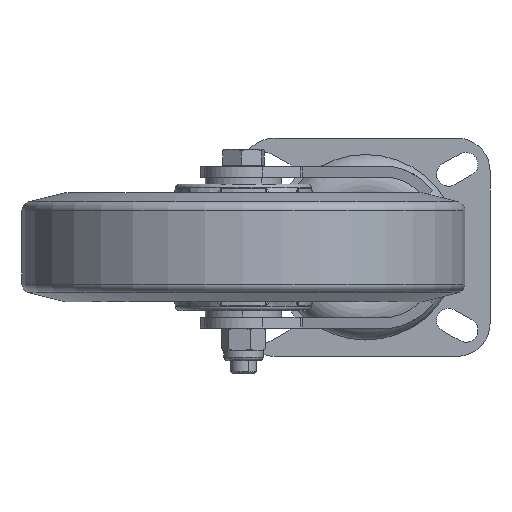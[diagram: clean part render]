
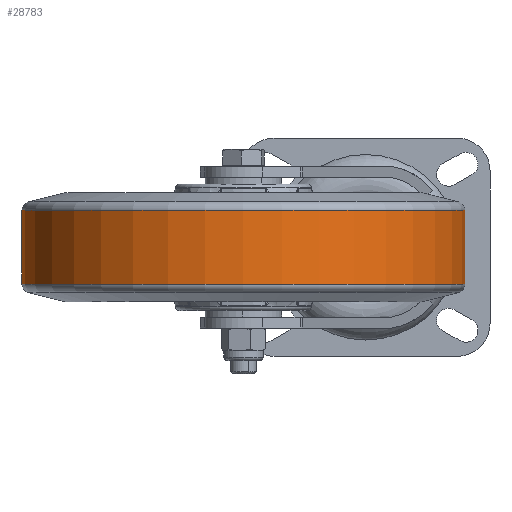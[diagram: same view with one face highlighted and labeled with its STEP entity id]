
A CAD part, front view. The second image highlights one B-rep face of the part: STEP entity #28783.
In plain terms, the highlighted cylindrical face has radius 101.5 mm (diameter 203 mm), a partial arc.
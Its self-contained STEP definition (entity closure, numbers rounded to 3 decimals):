
#541 = DIRECTION ( 'NONE',  ( 0., 0., -1. ) ) ;
#1073 = CARTESIAN_POINT ( 'NONE',  ( -157.5, -126., -69.105 ) ) ;
#2116 = DIRECTION ( 'NONE',  ( -1., 0., 0. ) ) ;
#3660 = DIRECTION ( 'NONE',  ( 0., 0., -1. ) ) ;
#6079 = ORIENTED_EDGE ( 'NONE', *, *, #12571, .T. ) ;
#7638 = CARTESIAN_POINT ( 'NONE',  ( 45.5, -126., -69.105 ) ) ;
#8511 = LINE ( 'NONE', #1073, #15868 ) ;
#8790 = EDGE_CURVE ( 'NONE', #25960, #12257, #8511, .T. ) ;
#9154 = CARTESIAN_POINT ( 'NONE',  ( 45.5, -126., 16.877 ) ) ;
#9440 = CARTESIAN_POINT ( 'NONE',  ( -56., -126., 16.877 ) ) ;
#9640 = DIRECTION ( 'NONE',  ( 1., 0., 0. ) ) ;
#10415 = VERTEX_POINT ( 'NONE', #9154 ) ;
#11188 = FACE_OUTER_BOUND ( 'NONE', #15504, .T. ) ;
#11509 = DIRECTION ( 'NONE',  ( 0., 0., -1. ) ) ;
#12257 = VERTEX_POINT ( 'NONE', #19853 ) ;
#12571 = EDGE_CURVE ( 'NONE', #10415, #25960, #25336, .T. ) ;
#12634 = CARTESIAN_POINT ( 'NONE',  ( 45.5, -126., -16.877 ) ) ;
#13850 = CIRCLE ( 'NONE', #19309, 101.5 ) ;
#13858 = CARTESIAN_POINT ( 'NONE',  ( -56., -126., -16.877 ) ) ;
#14302 = ORIENTED_EDGE ( 'NONE', *, *, #21284, .T. ) ;
#15504 = EDGE_LOOP ( 'NONE', ( #22358, #6079, #15533, #14302 ) ) ;
#15533 = ORIENTED_EDGE ( 'NONE', *, *, #8790, .T. ) ;
#15868 = VECTOR ( 'NONE', #3660, 1000. ) ;
#17195 = LINE ( 'NONE', #7638, #20540 ) ;
#19309 = AXIS2_PLACEMENT_3D ( 'NONE', #13858, #21558, #28649 ) ;
#19793 = EDGE_CURVE ( 'NONE', #10415, #23765, #17195, .T. ) ;
#19853 = CARTESIAN_POINT ( 'NONE',  ( -157.5, -126., -16.877 ) ) ;
#20377 = CYLINDRICAL_SURFACE ( 'NONE', #26392, 101.5 ) ;
#20540 = VECTOR ( 'NONE', #541, 1000. ) ;
#21284 = EDGE_CURVE ( 'NONE', #12257, #23765, #13850, .T. ) ;
#21558 = DIRECTION ( 'NONE',  ( 0., 0., 1. ) ) ;
#22358 = ORIENTED_EDGE ( 'NONE', *, *, #19793, .F. ) ;
#23765 = VERTEX_POINT ( 'NONE', #12634 ) ;
#25196 = CARTESIAN_POINT ( 'NONE',  ( -56., -126., -69.105 ) ) ;
#25291 = AXIS2_PLACEMENT_3D ( 'NONE', #9440, #28465, #9640 ) ;
#25336 = CIRCLE ( 'NONE', #25291, 101.5 ) ;
#25960 = VERTEX_POINT ( 'NONE', #28250 ) ;
#26392 = AXIS2_PLACEMENT_3D ( 'NONE', #25196, #11509, #2116 ) ;
#28250 = CARTESIAN_POINT ( 'NONE',  ( -157.5, -126., 16.877 ) ) ;
#28465 = DIRECTION ( 'NONE',  ( 0., 0., -1. ) ) ;
#28649 = DIRECTION ( 'NONE',  ( 1., 0., 0. ) ) ;
#28783 = ADVANCED_FACE ( 'NONE', ( #11188 ), #20377, .T. ) ;
